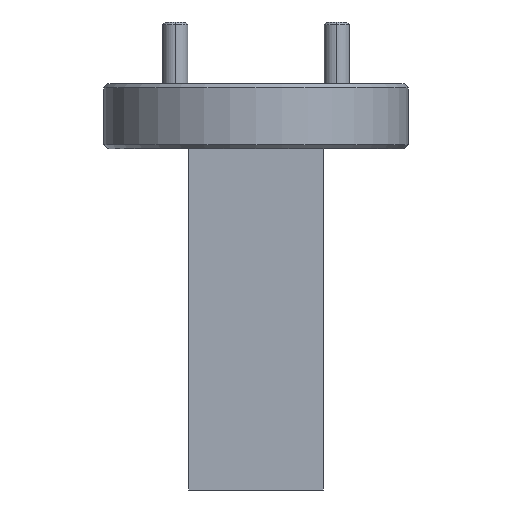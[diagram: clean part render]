
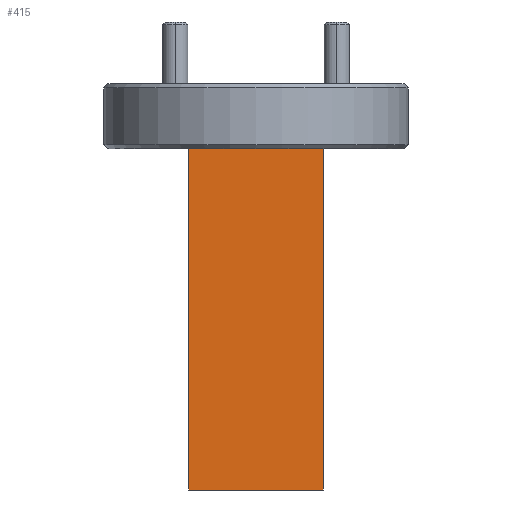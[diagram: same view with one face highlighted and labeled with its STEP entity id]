
A CAD part, front view. The second image highlights one B-rep face of the part: STEP entity #415.
In plain terms, the highlighted planar face has unit normal (0, -1, 0).
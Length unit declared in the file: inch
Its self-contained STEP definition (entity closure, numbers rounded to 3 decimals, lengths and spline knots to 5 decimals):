
#322 = CARTESIAN_POINT ( 'NONE',  ( 0.165, -0.15, -0.84 ) ) ;
#415 = ADVANCED_FACE ( 'NONE', ( #3802 ), #963, .F. ) ;
#801 = DIRECTION ( 'NONE',  ( 0., 0., 1. ) ) ;
#883 = DIRECTION ( 'NONE',  ( 0., 0., 1. ) ) ;
#897 = CARTESIAN_POINT ( 'NONE',  ( -0.165, -0.15, -0.84 ) ) ;
#963 = PLANE ( 'NONE',  #2496 ) ;
#1019 = DIRECTION ( 'NONE',  ( -1., 0., 0. ) ) ;
#1256 = VECTOR ( 'NONE', #5620, 39.37008 ) ;
#1262 = CARTESIAN_POINT ( 'NONE',  ( 0.165, -0.15, -0.84 ) ) ;
#1296 = CARTESIAN_POINT ( 'NONE',  ( -0.165, -0.15, 0. ) ) ;
#1309 = EDGE_CURVE ( 'NONE', #1851, #3081, #4393, .T. ) ;
#1851 = VERTEX_POINT ( 'NONE', #2981 ) ;
#2373 = EDGE_LOOP ( 'NONE', ( #3102, #6330, #3314, #3623 ) ) ;
#2496 = AXIS2_PLACEMENT_3D ( 'NONE', #3372, #6859, #883 ) ;
#2530 = VECTOR ( 'NONE', #1019, 39.37008 ) ;
#2626 = EDGE_CURVE ( 'NONE', #3848, #5109, #5765, .T. ) ;
#2981 = CARTESIAN_POINT ( 'NONE',  ( -0.165, -0.15, -0.84 ) ) ;
#3081 = VERTEX_POINT ( 'NONE', #1296 ) ;
#3102 = ORIENTED_EDGE ( 'NONE', *, *, #2626, .T. ) ;
#3314 = ORIENTED_EDGE ( 'NONE', *, *, #1309, .F. ) ;
#3372 = CARTESIAN_POINT ( 'NONE',  ( 0.165, -0.15, -0.84 ) ) ;
#3538 = LINE ( 'NONE', #5927, #6137 ) ;
#3623 = ORIENTED_EDGE ( 'NONE', *, *, #5351, .F. ) ;
#3802 = FACE_OUTER_BOUND ( 'NONE', #2373, .T. ) ;
#3848 = VERTEX_POINT ( 'NONE', #1262 ) ;
#4009 = CARTESIAN_POINT ( 'NONE',  ( 0.165, -0.15, -0.84 ) ) ;
#4393 = LINE ( 'NONE', #897, #1256 ) ;
#4632 = CARTESIAN_POINT ( 'NONE',  ( 0.165, -0.15, 0. ) ) ;
#4908 = EDGE_CURVE ( 'NONE', #5109, #3081, #3538, .T. ) ;
#5109 = VERTEX_POINT ( 'NONE', #4632 ) ;
#5351 = EDGE_CURVE ( 'NONE', #3848, #1851, #5956, .T. ) ;
#5620 = DIRECTION ( 'NONE',  ( 0., 0., 1. ) ) ;
#5765 = LINE ( 'NONE', #322, #5932 ) ;
#5927 = CARTESIAN_POINT ( 'NONE',  ( 0.165, -0.15, 0. ) ) ;
#5932 = VECTOR ( 'NONE', #801, 39.37008 ) ;
#5956 = LINE ( 'NONE', #4009, #2530 ) ;
#6137 = VECTOR ( 'NONE', #7155, 39.37008 ) ;
#6330 = ORIENTED_EDGE ( 'NONE', *, *, #4908, .T. ) ;
#6859 = DIRECTION ( 'NONE',  ( 0., 1., 0. ) ) ;
#7155 = DIRECTION ( 'NONE',  ( -1., 0., 0. ) ) ;
